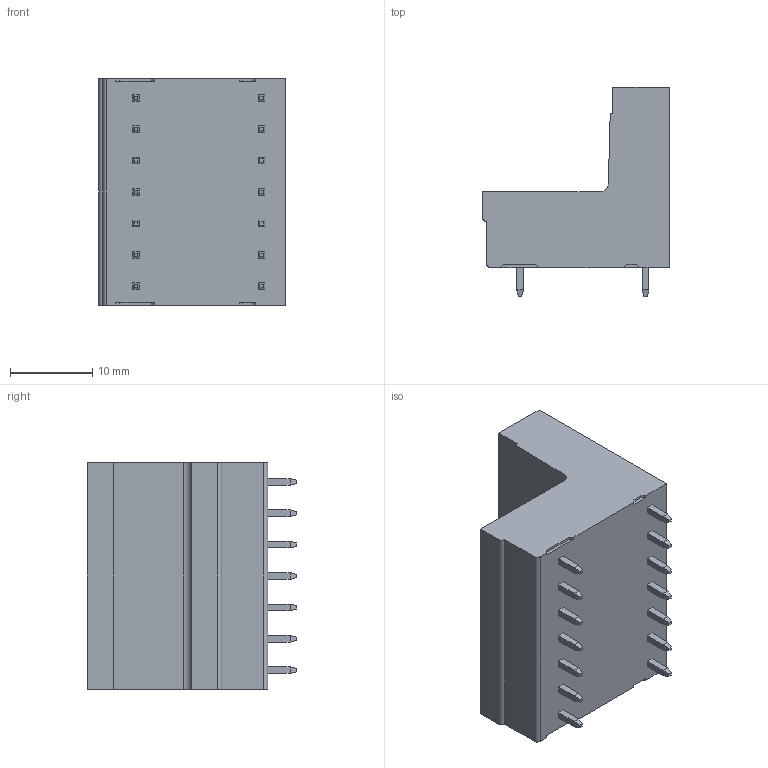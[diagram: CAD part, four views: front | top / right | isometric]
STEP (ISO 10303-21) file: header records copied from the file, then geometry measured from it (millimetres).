
FILE_DESCRIPTION((''),'2;1');
FILE_NAME('TLPHDC-105V-1','2024-09-19T09:38:05',('sheji109'),(''),'CREO PARAMETRIC BY PTC INC, 2018100','CREO PARAMETRIC BY PTC INC, 2018100','');
FILE_SCHEMA(('CONFIG_CONTROL_DESIGN'));
Length unit declared in the file: millimetre
Products named in the file (1): TLPHDC-105V-1
Bounding box: 22.7 x 25.4 x 27.46 mm (x, y, z)
Volume: 6431.3 mm3; surface area: 6812.5 mm2
Topology: 1 solids, 7 shells, 962 faces, 2485 edges, 1587 vertices
Faces by surface type: plane 875, cylinder 66, cone 14, sphere 7
Entity records: 28740 total; most frequent: CARTESIAN_POINT 5281, ORIENTED_EDGE 4956, DIRECTION 4532, EDGE_CURVE 2478, VECTOR 2228, LINE 2228, VERTEX_POINT 1587, AXIS2_PLACEMENT_3D 1152
